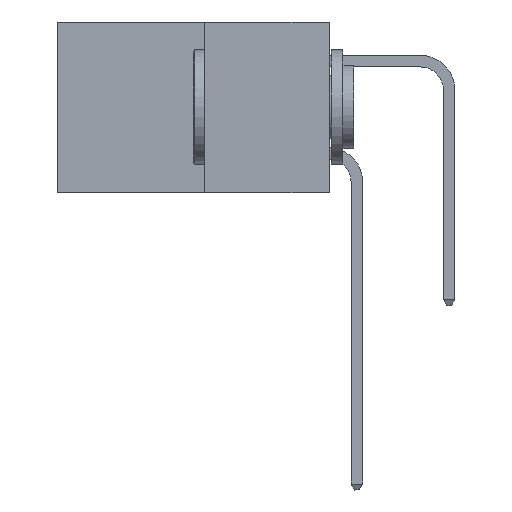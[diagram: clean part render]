
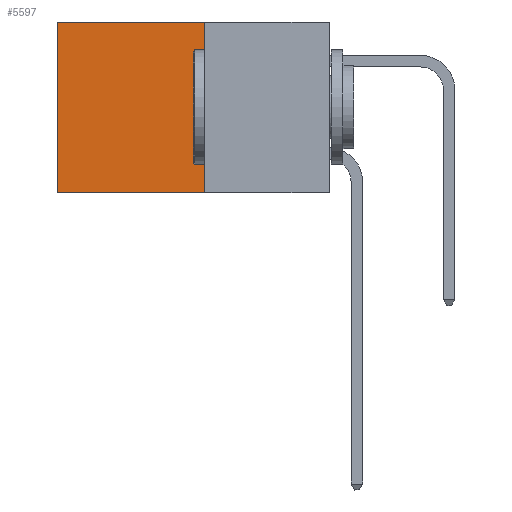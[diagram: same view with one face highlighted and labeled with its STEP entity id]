
A CAD part, left-side view. The second image highlights one B-rep face of the part: STEP entity #5597.
In plain terms, the highlighted planar face has unit normal (-1, 0, 0).
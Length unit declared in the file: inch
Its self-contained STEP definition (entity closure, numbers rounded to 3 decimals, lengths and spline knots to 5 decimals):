
#995 = EDGE_LOOP ( 'NONE', ( #27147, #18596, #23158, #16976 ) ) ;
#1759 = CARTESIAN_POINT ( 'NONE',  ( 0.277, 0.27, 0. ) ) ;
#1816 = EDGE_CURVE ( 'NONE', #5126, #16967, #29992, .T. ) ;
#2056 = CARTESIAN_POINT ( 'NONE',  ( 0.277, 0.59, -0.37 ) ) ;
#3504 = LINE ( 'NONE', #1759, #32265 ) ;
#4123 = CARTESIAN_POINT ( 'NONE',  ( 0.277, 0.59, -0.37 ) ) ;
#5126 = VERTEX_POINT ( 'NONE', #14772 ) ;
#5318 = CARTESIAN_POINT ( 'NONE',  ( 0.277, 0.27, -0.37 ) ) ;
#5597 = ADVANCED_FACE ( 'NONE', ( #31493 ), #35833, .F. ) ;
#6862 = VERTEX_POINT ( 'NONE', #24539 ) ;
#8118 = DIRECTION ( 'NONE',  ( 0., 0., -1. ) ) ;
#11769 = EDGE_CURVE ( 'NONE', #6862, #14434, #28237, .T. ) ;
#12320 = AXIS2_PLACEMENT_3D ( 'NONE', #5318, #24850, #8118 ) ;
#14434 = VERTEX_POINT ( 'NONE', #33296 ) ;
#14772 = CARTESIAN_POINT ( 'NONE',  ( 0.277, 0.59, 0. ) ) ;
#16384 = EDGE_CURVE ( 'NONE', #6862, #5126, #3504, .T. ) ;
#16631 = DIRECTION ( 'NONE',  ( 0., 1., 0. ) ) ;
#16967 = VERTEX_POINT ( 'NONE', #2056 ) ;
#16976 = ORIENTED_EDGE ( 'NONE', *, *, #16384, .T. ) ;
#17856 = VECTOR ( 'NONE', #30770, 39.37008 ) ;
#18529 = DIRECTION ( 'NONE',  ( 0., 1., 0. ) ) ;
#18596 = ORIENTED_EDGE ( 'NONE', *, *, #26329, .F. ) ;
#21256 = LINE ( 'NONE', #30337, #27739 ) ;
#23158 = ORIENTED_EDGE ( 'NONE', *, *, #11769, .F. ) ;
#24539 = CARTESIAN_POINT ( 'NONE',  ( 0.277, 0.27, 0. ) ) ;
#24850 = DIRECTION ( 'NONE',  ( 1., 0., 0. ) ) ;
#26329 = EDGE_CURVE ( 'NONE', #14434, #16967, #21256, .T. ) ;
#27147 = ORIENTED_EDGE ( 'NONE', *, *, #1816, .T. ) ;
#27739 = VECTOR ( 'NONE', #16631, 39.37008 ) ;
#28237 = LINE ( 'NONE', #32203, #34719 ) ;
#29282 = DIRECTION ( 'NONE',  ( 0., 0., -1. ) ) ;
#29992 = LINE ( 'NONE', #4123, #17856 ) ;
#30337 = CARTESIAN_POINT ( 'NONE',  ( 0.277, 0.27, -0.37 ) ) ;
#30770 = DIRECTION ( 'NONE',  ( 0., 0., -1. ) ) ;
#31493 = FACE_OUTER_BOUND ( 'NONE', #995, .T. ) ;
#32203 = CARTESIAN_POINT ( 'NONE',  ( 0.277, 0.27, -0.37 ) ) ;
#32265 = VECTOR ( 'NONE', #18529, 39.37008 ) ;
#33296 = CARTESIAN_POINT ( 'NONE',  ( 0.277, 0.27, -0.37 ) ) ;
#34719 = VECTOR ( 'NONE', #29282, 39.37008 ) ;
#35833 = PLANE ( 'NONE',  #12320 ) ;
